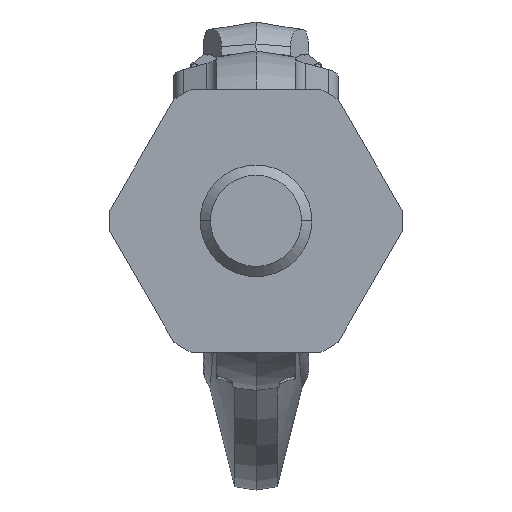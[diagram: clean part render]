
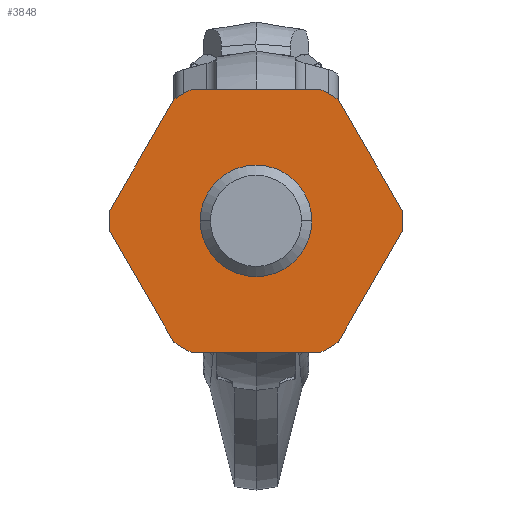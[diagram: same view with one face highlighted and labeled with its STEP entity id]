
A CAD part, front view. The second image highlights one B-rep face of the part: STEP entity #3848.
In plain terms, the highlighted planar face has unit normal (0, -1, 0).
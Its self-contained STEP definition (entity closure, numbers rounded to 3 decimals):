
#705=DIRECTION('',(-0.5,0.,0.866));
#706=VECTOR('',#705,43.589);
#707=CARTESIAN_POINT('',(-28.074,0.,-41.375));
#708=LINE('',#707,#706);
#709=CARTESIAN_POINT('',(0.,0.,0.));
#710=DIRECTION('',(0.,1.,0.));
#711=DIRECTION('',(-0.997,0.,-0.073));
#712=AXIS2_PLACEMENT_3D('',#709,#710,#711);
#714=DIRECTION('',(0.5,0.,0.866));
#715=VECTOR('',#714,43.589);
#716=CARTESIAN_POINT('',(-49.868,0.,3.625));
#717=LINE('',#716,#715);
#718=CARTESIAN_POINT('',(0.,0.,0.));
#719=DIRECTION('',(0.,1.,0.));
#720=DIRECTION('',(-0.561,0.,0.827));
#721=AXIS2_PLACEMENT_3D('',#718,#719,#720);
#723=DIRECTION('',(1.,0.,0.));
#724=VECTOR('',#723,43.589);
#725=CARTESIAN_POINT('',(-21.794,0.,45.));
#726=LINE('',#725,#724);
#727=CARTESIAN_POINT('',(0.,0.,0.));
#728=DIRECTION('',(0.,1.,0.));
#729=DIRECTION('',(0.436,0.,0.9));
#730=AXIS2_PLACEMENT_3D('',#727,#728,#729);
#732=DIRECTION('',(0.5,0.,-0.866));
#733=VECTOR('',#732,43.589);
#734=CARTESIAN_POINT('',(28.074,0.,41.375));
#735=LINE('',#734,#733);
#736=CARTESIAN_POINT('',(0.,0.,0.));
#737=DIRECTION('',(0.,1.,0.));
#738=DIRECTION('',(0.997,0.,0.073));
#739=AXIS2_PLACEMENT_3D('',#736,#737,#738);
#741=DIRECTION('',(-0.5,0.,-0.866));
#742=VECTOR('',#741,43.589);
#743=CARTESIAN_POINT('',(49.868,0.,-3.625));
#744=LINE('',#743,#742);
#745=CARTESIAN_POINT('',(0.,0.,0.));
#746=DIRECTION('',(0.,1.,0.));
#747=DIRECTION('',(0.561,0.,-0.827));
#748=AXIS2_PLACEMENT_3D('',#745,#746,#747);
#750=DIRECTION('',(-1.,0.,0.));
#751=VECTOR('',#750,43.589);
#752=CARTESIAN_POINT('',(21.794,0.,-45.));
#753=LINE('',#752,#751);
#754=CARTESIAN_POINT('',(0.,0.,0.));
#755=DIRECTION('',(0.,1.,0.));
#756=DIRECTION('',(-0.436,0.,-0.9));
#757=AXIS2_PLACEMENT_3D('',#754,#755,#756);
#759=CARTESIAN_POINT('',(0.,0.,0.));
#760=DIRECTION('',(0.,-1.,0.));
#761=DIRECTION('',(1.,0.,0.));
#762=AXIS2_PLACEMENT_3D('',#759,#760,#761);
#764=CARTESIAN_POINT('',(0.,0.,0.));
#765=DIRECTION('',(0.,-1.,0.));
#766=DIRECTION('',(-1.,0.,0.));
#767=AXIS2_PLACEMENT_3D('',#764,#765,#766);
#2567=CARTESIAN_POINT('',(-28.074,0.,-41.375));
#2568=CARTESIAN_POINT('',(-49.868,0.,-3.625));
#2569=VERTEX_POINT('',#2567);
#2570=VERTEX_POINT('',#2568);
#2571=CARTESIAN_POINT('',(-21.794,0.,-45.));
#2572=VERTEX_POINT('',#2571);
#2573=CARTESIAN_POINT('',(21.794,0.,-45.));
#2574=VERTEX_POINT('',#2573);
#2575=CARTESIAN_POINT('',(28.074,0.,-41.375));
#2576=VERTEX_POINT('',#2575);
#2577=CARTESIAN_POINT('',(49.868,0.,-3.625));
#2578=VERTEX_POINT('',#2577);
#2579=CARTESIAN_POINT('',(49.868,0.,3.625));
#2580=VERTEX_POINT('',#2579);
#2581=CARTESIAN_POINT('',(28.074,0.,41.375));
#2582=VERTEX_POINT('',#2581);
#2583=CARTESIAN_POINT('',(21.794,0.,45.));
#2584=VERTEX_POINT('',#2583);
#2585=CARTESIAN_POINT('',(-21.794,0.,45.));
#2586=VERTEX_POINT('',#2585);
#2587=CARTESIAN_POINT('',(-28.074,0.,41.375));
#2588=VERTEX_POINT('',#2587);
#2589=CARTESIAN_POINT('',(-49.868,0.,3.625));
#2590=VERTEX_POINT('',#2589);
#3391=CARTESIAN_POINT('',(16.15,0.,0.));
#3393=VERTEX_POINT('',#3391);
#3396=CARTESIAN_POINT('',(-16.15,0.,0.));
#3398=VERTEX_POINT('',#3396);
#3812=CARTESIAN_POINT('',(0.,0.,0.));
#3813=DIRECTION('',(0.,1.,0.));
#3814=DIRECTION('',(1.,0.,0.));
#3815=AXIS2_PLACEMENT_3D('',#3812,#3813,#3814);
#3816=PLANE('',#3815);
#3818=ORIENTED_EDGE('',*,*,#3817,.T.);
#3820=ORIENTED_EDGE('',*,*,#3819,.T.);
#3822=ORIENTED_EDGE('',*,*,#3821,.T.);
#3824=ORIENTED_EDGE('',*,*,#3823,.T.);
#3825=ORIENTED_EDGE('',*,*,#3432,.T.);
#3827=ORIENTED_EDGE('',*,*,#3826,.T.);
#3829=ORIENTED_EDGE('',*,*,#3828,.T.);
#3831=ORIENTED_EDGE('',*,*,#3830,.T.);
#3833=ORIENTED_EDGE('',*,*,#3832,.T.);
#3835=ORIENTED_EDGE('',*,*,#3834,.T.);
#3837=ORIENTED_EDGE('',*,*,#3836,.T.);
#3839=ORIENTED_EDGE('',*,*,#3838,.T.);
#3840=EDGE_LOOP('',(#3818,#3820,#3822,#3824,#3825,#3827,#3829,#3831,#3833,#3835,
#3837,#3839));
#3841=FACE_OUTER_BOUND('',#3840,.F.);
#3843=ORIENTED_EDGE('',*,*,#3842,.T.);
#3845=ORIENTED_EDGE('',*,*,#3844,.T.);
#3846=EDGE_LOOP('',(#3843,#3845));
#3847=FACE_BOUND('',#3846,.F.);
#3848=ADVANCED_FACE('',(#3841,#3847),#3816,.F.);
#713=CIRCLE('',#712,50.);
#722=CIRCLE('',#721,50.);
#731=CIRCLE('',#730,50.);
#740=CIRCLE('',#739,50.);
#749=CIRCLE('',#748,50.);
#758=CIRCLE('',#757,50.);
#763=CIRCLE('',#762,16.15);
#768=CIRCLE('',#767,16.15);
#3432=EDGE_CURVE('',#2586,#2584,#726,.T.);
#3817=EDGE_CURVE('',#2569,#2570,#708,.T.);
#3819=EDGE_CURVE('',#2570,#2590,#713,.T.);
#3821=EDGE_CURVE('',#2590,#2588,#717,.T.);
#3823=EDGE_CURVE('',#2588,#2586,#722,.T.);
#3826=EDGE_CURVE('',#2584,#2582,#731,.T.);
#3828=EDGE_CURVE('',#2582,#2580,#735,.T.);
#3830=EDGE_CURVE('',#2580,#2578,#740,.T.);
#3832=EDGE_CURVE('',#2578,#2576,#744,.T.);
#3834=EDGE_CURVE('',#2576,#2574,#749,.T.);
#3836=EDGE_CURVE('',#2574,#2572,#753,.T.);
#3838=EDGE_CURVE('',#2572,#2569,#758,.T.);
#3842=EDGE_CURVE('',#3393,#3398,#763,.T.);
#3844=EDGE_CURVE('',#3398,#3393,#768,.T.);
